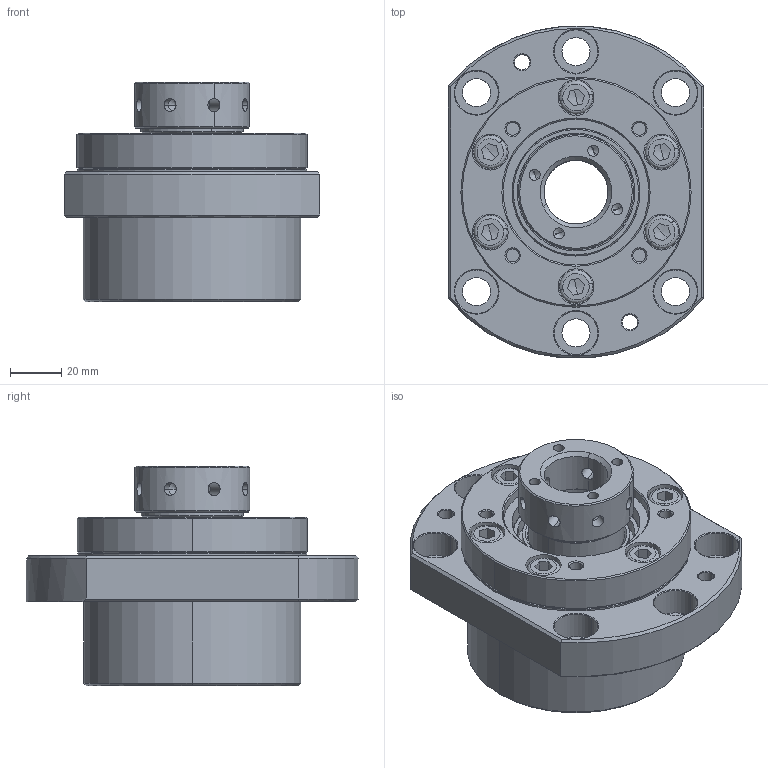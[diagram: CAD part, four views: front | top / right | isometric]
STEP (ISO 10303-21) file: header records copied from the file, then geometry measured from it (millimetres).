
FILE_DESCRIPTION (( 'STEP AP214' ), '1' );
FILE_NAME ('WBK25DF_RN25W-Rollco.step', '2023-04-27T09:29:44', ( '' ), ( '' ), 'SwSTEP 2.0', 'SolidWorks 2010', '' );
FILE_SCHEMA (( 'AUTOMOTIVE_DESIGN' ));
Length unit declared in the file: millimetre
Products named in the file (8): WBK25~30DF_house; 25TAC62; SBK25DF-WBK25-30DFF_seal; WBK25_WBK25L18; WBK25-30DF-DFD_lid; MC6S-M8x20; RN25W; WBK25DF_RN25W-Rollco
Assembly tree (15 placements, depth 2):
  WBK25DF_RN25W-Rollco
    SBK25DF-WBK25-30DFF_seal  x2
    WBK25_WBK25L18  x2
    MC6S-M8x20  x6
    WBK25~30DF_house
    RN25W
    25TAC62  x2
    WBK25-30DF-DFD_lid
Bounding box: 100 x 129.79 x 86 mm (x, y, z)
Volume: 404200 mm3; surface area: 134459.5 mm2
Topology: 33 solids, 33 shells, 810 faces, 1999 edges, 1194 vertices
Faces by surface type: cylinder 388, cone 205, plane 113, bspline 104
Entity records: 17493 total; most frequent: CARTESIAN_POINT 7330, DIRECTION 2142, ORIENTED_EDGE 1930, EDGE_CURVE 965, AXIS2_PLACEMENT_3D 885, VERTEX_POINT 595, EDGE_LOOP 538, CIRCLE 466
